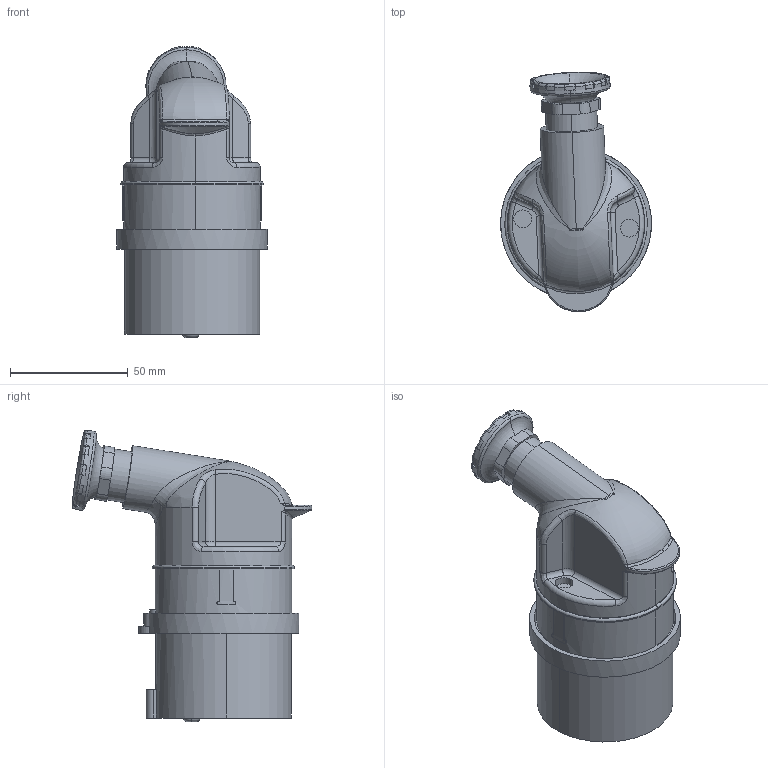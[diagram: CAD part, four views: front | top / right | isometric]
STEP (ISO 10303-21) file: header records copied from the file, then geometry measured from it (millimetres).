
FILE_DESCRIPTION((''),'2;1');
FILE_NAME('GW60090_ASM','2021-09-29T13:15:59',('User'),('Axiro Italia'),'CREO PARAMETRIC BY PTC INC, 2020354','CREO PARAMETRIC BY PTC INC, 2020354','');
FILE_SCHEMA(('CONFIG_CONTROL_DESIGN'));
Length unit declared in the file: millimetre
Products named in the file (3): GW60090_COMPONENTE_A_OR; GW60090_COMPONENTE_B_OR; GW60090_ASM
Assembly tree (2 placements, depth 2):
  GW60090_ASM
    GW60090_COMPONENTE_A_OR
    GW60090_COMPONENTE_B_OR
Bounding box: 63.97 x 101.58 x 123.46 mm (x, y, z)
Volume: 96479.2 mm3; surface area: 65823.9 mm2
Topology: 2 solids, 2 shells, 445 faces, 1101 edges, 686 vertices
Faces by surface type: cylinder 172, plane 147, torus 61, bspline 54, sphere 8, revolution 2, cone 1
Entity records: 18774 total; most frequent: CARTESIAN_POINT 8098, DIRECTION 2331, ORIENTED_EDGE 2202, EDGE_CURVE 1101, AXIS2_PLACEMENT_3D 960, VERTEX_POINT 686, CIRCLE 566, EDGE_LOOP 483
